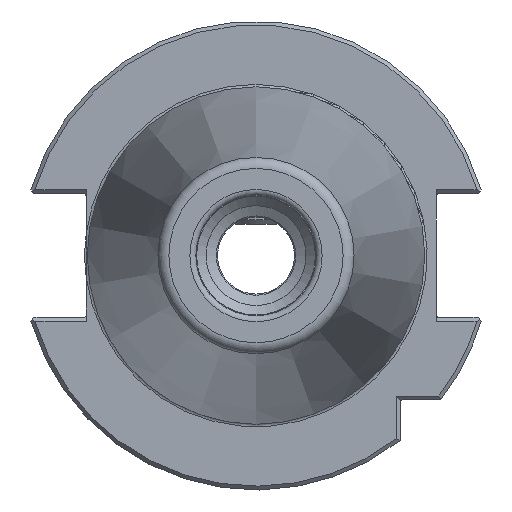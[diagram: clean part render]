
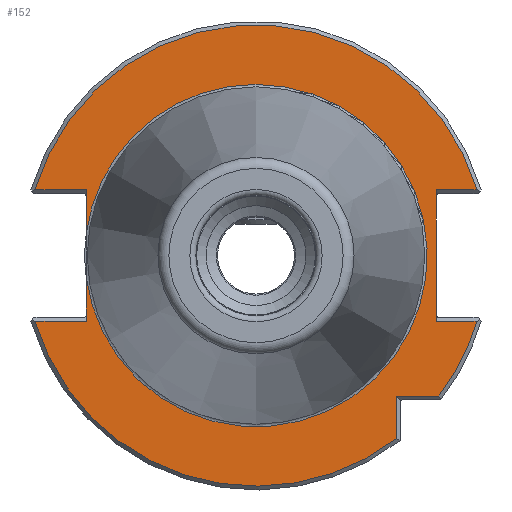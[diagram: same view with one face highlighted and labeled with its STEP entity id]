
A CAD part, left-side view. The second image highlights one B-rep face of the part: STEP entity #152.
In plain terms, the highlighted planar face has unit normal (-1, 0, 0).
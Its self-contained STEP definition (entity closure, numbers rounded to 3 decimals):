
#152 = ADVANCED_FACE( '', ( #416 ), #417, .T. );
#416 = FACE_OUTER_BOUND( '', #832, .T. );
#417 = PLANE( '', #833 );
#832 = EDGE_LOOP( '', ( #1250, #1251, #1252, #1253, #1254, #1255, #1256, #1257, #1258, #1259, #1260, #1261, #1262 ) );
#833 = AXIS2_PLACEMENT_3D( '', #1263, #1264, #1265 );
#1250 = ORIENTED_EDGE( '', *, *, #2273, .T. );
#1251 = ORIENTED_EDGE( '', *, *, #2274, .T. );
#1252 = ORIENTED_EDGE( '', *, *, #2275, .F. );
#1253 = ORIENTED_EDGE( '', *, *, #2276, .T. );
#1254 = ORIENTED_EDGE( '', *, *, #2277, .T. );
#1255 = ORIENTED_EDGE( '', *, *, #2278, .T. );
#1256 = ORIENTED_EDGE( '', *, *, #2279, .F. );
#1257 = ORIENTED_EDGE( '', *, *, #2280, .F. );
#1258 = ORIENTED_EDGE( '', *, *, #2281, .F. );
#1259 = ORIENTED_EDGE( '', *, *, #2282, .T. );
#1260 = ORIENTED_EDGE( '', *, *, #2283, .T. );
#1261 = ORIENTED_EDGE( '', *, *, #2284, .T. );
#1262 = ORIENTED_EDGE( '', *, *, #2285, .T. );
#1263 = CARTESIAN_POINT( '', ( 3.2, 0., 35.591 ) );
#1264 = DIRECTION( '', ( -1., 0., 0. ) );
#1265 = DIRECTION( '', ( 0., 0., 1. ) );
#2273 = EDGE_CURVE( '', #2678, #2679, #2680, .T. );
#2274 = EDGE_CURVE( '', #2679, #2681, #2682, .T. );
#2275 = EDGE_CURVE( '', #2683, #2681, #2684, .T. );
#2276 = EDGE_CURVE( '', #2683, #2685, #2686, .T. );
#2277 = EDGE_CURVE( '', #2685, #2687, #2688, .T. );
#2278 = EDGE_CURVE( '', #2687, #2689, #2690, .T. );
#2279 = EDGE_CURVE( '', #2691, #2689, #2692, .T. );
#2280 = EDGE_CURVE( '', #2693, #2691, #2694, .T. );
#2281 = EDGE_CURVE( '', #2695, #2693, #2696, .T. );
#2282 = EDGE_CURVE( '', #2695, #2697, #2698, .T. );
#2283 = EDGE_CURVE( '', #2697, #2699, #2700, .T. );
#2284 = EDGE_CURVE( '', #2699, #2701, #2702, .T. );
#2285 = EDGE_CURVE( '', #2701, #2678, #2703, .T. );
#2678 = VERTEX_POINT( '', #3281 );
#2679 = VERTEX_POINT( '', #3282 );
#2680 = CIRCLE( '', #3283, 47.95 );
#2681 = VERTEX_POINT( '', #3284 );
#2682 = LINE( '', #3285, #3286 );
#2683 = VERTEX_POINT( '', #3287 );
#2684 = LINE( '', #3288, #3289 );
#2685 = VERTEX_POINT( '', #3290 );
#2686 = LINE( '', #3291, #3292 );
#2687 = VERTEX_POINT( '', #3293 );
#2688 = CIRCLE( '', #3294, 47.95 );
#2689 = VERTEX_POINT( '', #3295 );
#2690 = LINE( '', #3296, #3297 );
#2691 = VERTEX_POINT( '', #3298 );
#2692 = LINE( '', #3299, #3300 );
#2693 = VERTEX_POINT( '', #3301 );
#2694 = CIRCLE( '', #3302, 35.591 );
#2695 = VERTEX_POINT( '', #3303 );
#2696 = LINE( '', #3304, #3305 );
#2697 = VERTEX_POINT( '', #3306 );
#2698 = LINE( '', #3307, #3308 );
#2699 = VERTEX_POINT( '', #3309 );
#2700 = CIRCLE( '', #3310, 47.95 );
#2701 = VERTEX_POINT( '', #3311 );
#2702 = LINE( '', #3312, #3313 );
#2703 = LINE( '', #3314, #3315 );
#3281 = CARTESIAN_POINT( '', ( 3.2, -38.034, -29.2 ) );
#3282 = CARTESIAN_POINT( '', ( 3.2, -45.966, -13.65 ) );
#3283 = AXIS2_PLACEMENT_3D( '', #4307, #4308, #4309 );
#3284 = CARTESIAN_POINT( '', ( 3.2, -37.5, -13.65 ) );
#3285 = CARTESIAN_POINT( '', ( 3.2, -37.5, -13.65 ) );
#3286 = VECTOR( '', #4310, 1000. );
#3287 = CARTESIAN_POINT( '', ( 3.2, -37.5, 13.65 ) );
#3288 = CARTESIAN_POINT( '', ( 3.2, -37.5, 12.85 ) );
#3289 = VECTOR( '', #4311, 1000. );
#3290 = CARTESIAN_POINT( '', ( 3.2, -45.966, 13.65 ) );
#3291 = CARTESIAN_POINT( '', ( 3.2, -47.181, 13.65 ) );
#3292 = VECTOR( '', #4312, 1000. );
#3293 = CARTESIAN_POINT( '', ( 3.2, 45.966, 13.65 ) );
#3294 = AXIS2_PLACEMENT_3D( '', #4313, #4314, #4315 );
#3295 = CARTESIAN_POINT( '', ( 3.2, 35.3, 13.65 ) );
#3296 = CARTESIAN_POINT( '', ( 3.2, 35.3, 13.65 ) );
#3297 = VECTOR( '', #4316, 1000. );
#3298 = CARTESIAN_POINT( '', ( 3.2, 35.3, 4.543 ) );
#3299 = CARTESIAN_POINT( '', ( 3.2, 35.3, -12.85 ) );
#3300 = VECTOR( '', #4317, 1000. );
#3301 = CARTESIAN_POINT( '', ( 3.2, 35.3, -4.543 ) );
#3302 = AXIS2_PLACEMENT_3D( '', #4318, #4319, #4320 );
#3303 = CARTESIAN_POINT( '', ( 3.2, 35.3, -13.65 ) );
#3304 = CARTESIAN_POINT( '', ( 3.2, 35.3, -12.85 ) );
#3305 = VECTOR( '', #4321, 1000. );
#3306 = CARTESIAN_POINT( '', ( 3.2, 45.966, -13.65 ) );
#3307 = CARTESIAN_POINT( '', ( 3.2, 47.181, -13.65 ) );
#3308 = VECTOR( '', #4322, 1000. );
#3309 = CARTESIAN_POINT( '', ( 3.2, -29.2, -38.034 ) );
#3310 = AXIS2_PLACEMENT_3D( '', #4323, #4324, #4325 );
#3311 = CARTESIAN_POINT( '', ( 3.2, -29.2, -29.2 ) );
#3312 = CARTESIAN_POINT( '', ( 3.2, -29.2, -30. ) );
#3313 = VECTOR( '', #4326, 1000. );
#3314 = CARTESIAN_POINT( '', ( 3.2, -38.616, -29.2 ) );
#3315 = VECTOR( '', #4327, 1000. );
#4307 = CARTESIAN_POINT( '', ( 3.2, 0., 0. ) );
#4308 = DIRECTION( '', ( -1., 0., 0. ) );
#4309 = DIRECTION( '', ( 0., 0., 1. ) );
#4310 = DIRECTION( '', ( 0., 1., 0. ) );
#4311 = DIRECTION( '', ( 0., 0., -1. ) );
#4312 = DIRECTION( '', ( 0., -1., 0. ) );
#4313 = CARTESIAN_POINT( '', ( 3.2, 0., 0. ) );
#4314 = DIRECTION( '', ( -1., 0., 0. ) );
#4315 = DIRECTION( '', ( 0., 0., 1. ) );
#4316 = DIRECTION( '', ( 0., -1., 0. ) );
#4317 = DIRECTION( '', ( 0., 0., 1. ) );
#4318 = CARTESIAN_POINT( '', ( 3.2, 0., 0. ) );
#4319 = DIRECTION( '', ( -1., 0., 0. ) );
#4320 = DIRECTION( '', ( 0., 0., 1. ) );
#4321 = DIRECTION( '', ( 0., 0., 1. ) );
#4322 = DIRECTION( '', ( 0., 1., 0. ) );
#4323 = CARTESIAN_POINT( '', ( 3.2, 0., 0. ) );
#4324 = DIRECTION( '', ( -1., 0., 0. ) );
#4325 = DIRECTION( '', ( 0., 0., 1. ) );
#4326 = DIRECTION( '', ( 0., 0., 1. ) );
#4327 = DIRECTION( '', ( 0., -1., 0. ) );
